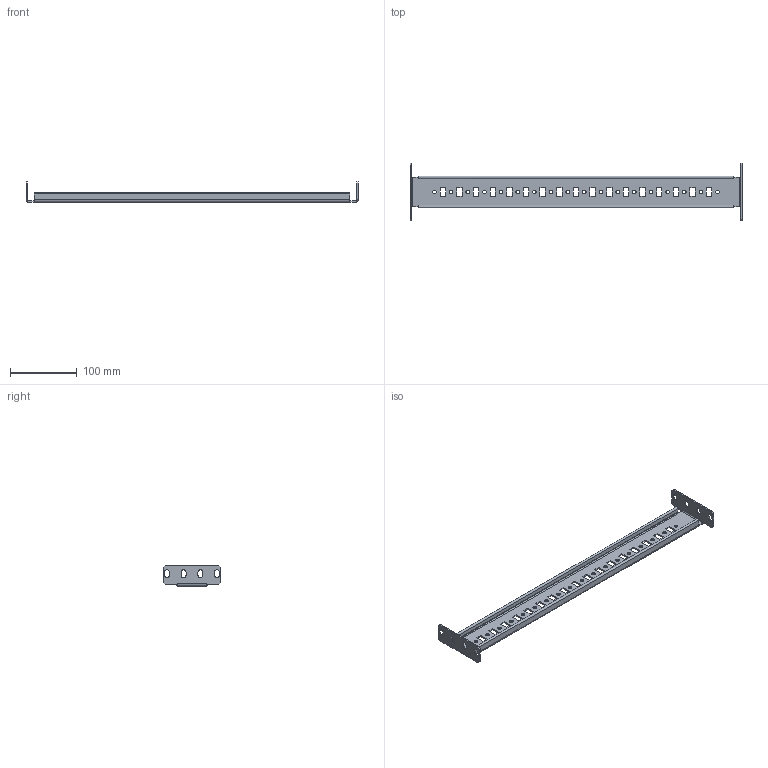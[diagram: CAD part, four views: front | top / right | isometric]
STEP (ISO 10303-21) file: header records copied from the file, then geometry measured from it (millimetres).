
FILE_DESCRIPTION(('CATIA V5 STEP Exchange'),'2;1');
FILE_NAME('EB0600.stp','2013-11-19T11:39:33+00:00',('none'),('none'),'CATIA Version 5 Release 20 SP 6 (IN-10)','CATIA V5 STEP AP203','none');
FILE_SCHEMA(('CONFIG_CONTROL_DESIGN'));
Length unit declared in the file: millimetre
Products named in the file (1): Traversa_laterale_050x0600
Bounding box: 498.5 x 87 x 31 mm (x, y, z)
Volume: 86964.6 mm3; surface area: 92447.9 mm2
Topology: 1 solids, 1 shells, 216 faces, 594 edges, 380 vertices
Faces by surface type: plane 154, cylinder 62
Entity records: 8330 total; most frequent: CARTESIAN_POINT 2929, ORIENTED_EDGE 1188, DIRECTION 888, EDGE_CURVE 594, VECTOR 464, LINE 464, VERTEX_POINT 380, EDGE_LOOP 302
